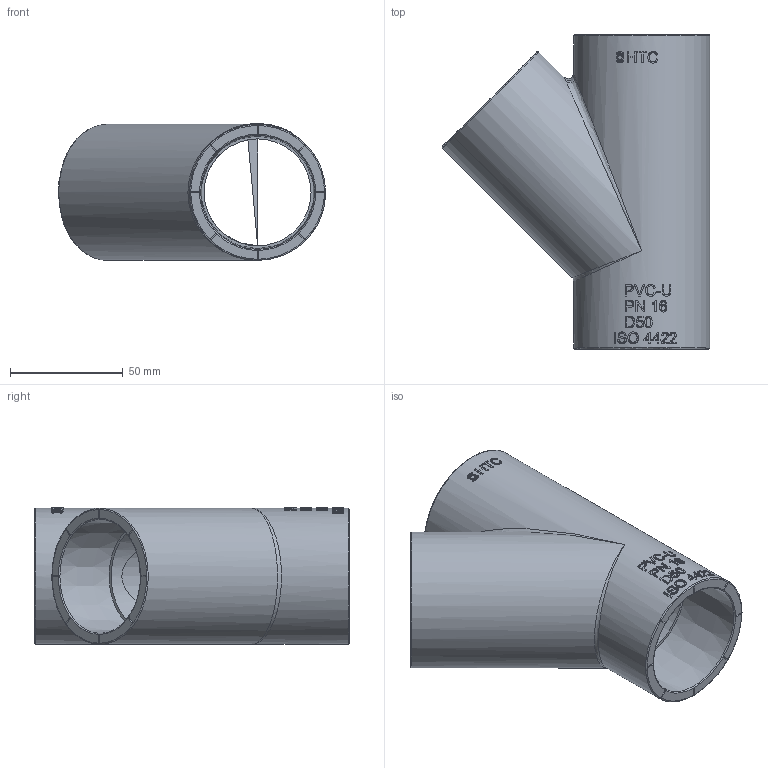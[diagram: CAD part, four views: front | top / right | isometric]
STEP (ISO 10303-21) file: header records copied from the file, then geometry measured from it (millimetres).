
FILE_DESCRIPTION(/* description */ (''),/* implementation_level */ '2;1');
FILE_NAME(/* name */ '50.stp',/* time_stamp */ '2026-03-05T11:27:14+08:00',/* author */ (''),/* organization */ (''),/* preprocessor_version */ 'ST-DEVELOPER v16',/* originating_system */ 'SIEMENS PLM Software NX 10.0',/* authorisation */ '');
FILE_SCHEMA (('AUTOMOTIVE_DESIGN { 1 0 10303 214 3 1 1 1 }'));
Length unit declared in the file: millimetre
Products named in the file (1): gelv1304D832eib8
Bounding box: 118.44 x 139.8 x 60.62 mm (x, y, z)
Volume: 182845.7 mm3; surface area: 66331.7 mm2
Topology: 1 solids, 1 shells, 414 faces, 1128 edges, 698 vertices
Faces by surface type: plane 165, extrusion 141, cylinder 49, sphere 48, torus 6, cone 3, bspline 2
Full cylindrical faces by diameter (mm): 2 x1, 3 x1, 47.4 x2, 60.3 x2
Entity records: 15587 total; most frequent: CARTESIAN_POINT 6007, ORIENTED_EDGE 2108, DIRECTION 1653, EDGE_CURVE 1054, VERTEX_POINT 692, AXIS2_PLACEMENT_3D 573, B_SPLINE_CURVE_WITH_KNOTS 528, VECTOR 507
